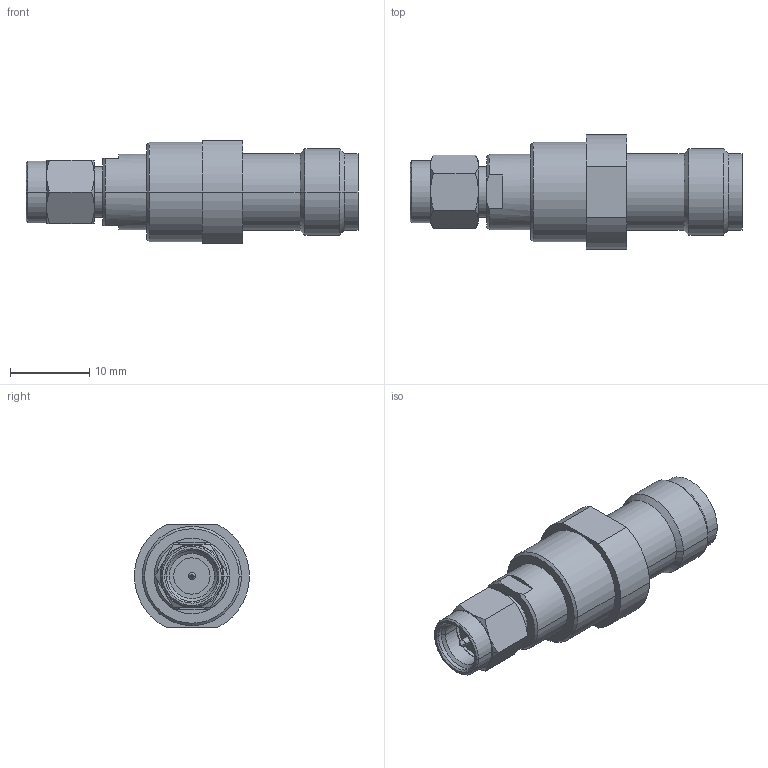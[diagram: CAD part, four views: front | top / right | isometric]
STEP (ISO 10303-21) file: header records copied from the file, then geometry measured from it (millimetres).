
FILE_DESCRIPTION (( 'STEP AP214' ), '1' );
FILE_NAME ('PE8279_3D.STEP', '2022-01-26T16:53:52', ( '' ), ( '' ), 'SwSTEP 2.0', 'SolidWorks 2021', '' );
FILE_SCHEMA (( 'AUTOMOTIVE_DESIGN' ));
Length unit declared in the file: millimetre
Products named in the file (1): PE8279_3D
Bounding box: 41.8 x 14.47 x 13 mm (x, y, z)
Volume: 3232.7 mm3; surface area: 2140.1 mm2
Topology: 1 solids, 1 shells, 94 faces, 203 edges, 122 vertices
Faces by surface type: cone 40, cylinder 29, plane 25
Entity records: 2769 total; most frequent: CARTESIAN_POINT 690, DIRECTION 449, ORIENTED_EDGE 406, EDGE_CURVE 203, AXIS2_PLACEMENT_3D 189, VERTEX_POINT 122, EDGE_LOOP 105, FACE_OUTER_BOUND 94
